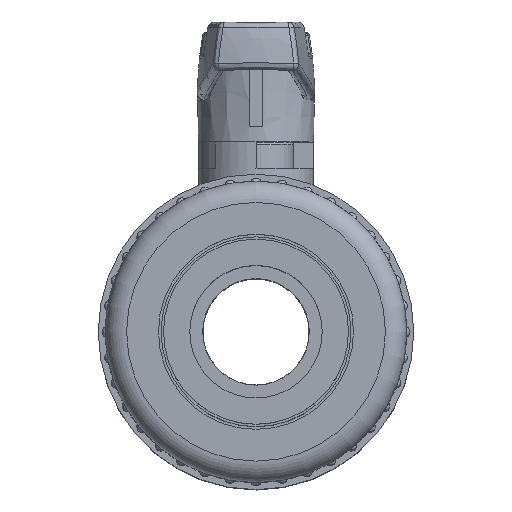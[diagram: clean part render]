
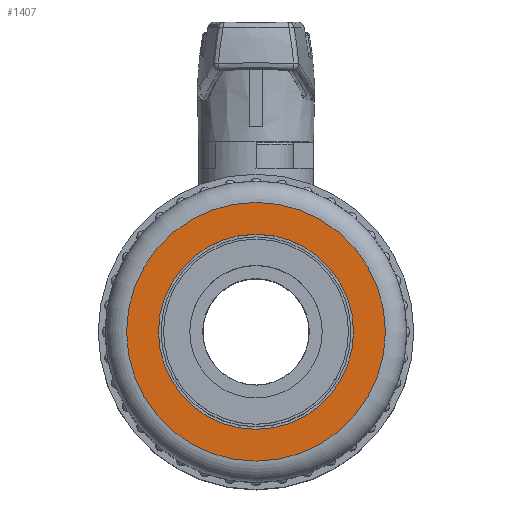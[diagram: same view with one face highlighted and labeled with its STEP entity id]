
A CAD part, top view. The second image highlights one B-rep face of the part: STEP entity #1407.
In plain terms, the highlighted planar face has unit normal (0, 0, 1).
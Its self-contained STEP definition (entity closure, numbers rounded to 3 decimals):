
#442=FACE_BOUND('',#2597,.T.);
#443=FACE_BOUND('',#2598,.T.);
#1407=ADVANCED_FACE('',(#442,#443),#1837,.T.);
#1837=PLANE('',#9538);
#2597=EDGE_LOOP('',(#4951));
#2598=EDGE_LOOP('',(#4952));
#4951=ORIENTED_EDGE('',*,*,#7910,.T.);
#4952=ORIENTED_EDGE('',*,*,#7908,.F.);
#6836=VERTEX_POINT('',#18655);
#6838=VERTEX_POINT('',#18661);
#7908=EDGE_CURVE('',#6836,#6836,#8802,.T.);
#7910=EDGE_CURVE('',#6838,#6838,#8804,.T.);
#8802=CIRCLE('',#9533,18.4);
#8804=CIRCLE('',#9537,24.4);
#9533=AXIS2_PLACEMENT_3D('',#18654,#11102,#11103);
#9537=AXIS2_PLACEMENT_3D('',#18660,#11110,#11111);
#9538=AXIS2_PLACEMENT_3D('',#18662,#11112,#11113);
#11102=DIRECTION('',(0.,0.,1.));
#11103=DIRECTION('',(0.,-1.,0.));
#11110=DIRECTION('',(0.,0.,1.));
#11111=DIRECTION('',(0.,-1.,0.));
#11112=DIRECTION('',(0.,0.,1.));
#11113=DIRECTION('',(0.,-1.,0.));
#18654=CARTESIAN_POINT('',(0.,0.,-76.5));
#18655=CARTESIAN_POINT('',(0.,-18.4,-76.5));
#18660=CARTESIAN_POINT('',(0.,0.,-76.5));
#18661=CARTESIAN_POINT('',(0.,-24.4,-76.5));
#18662=CARTESIAN_POINT('',(0.,0.,-76.5));
